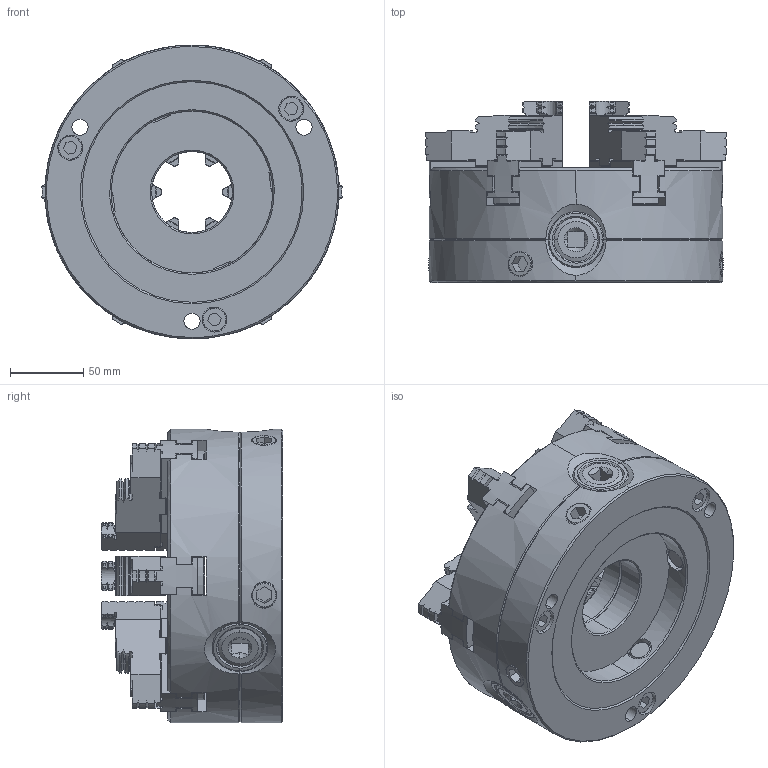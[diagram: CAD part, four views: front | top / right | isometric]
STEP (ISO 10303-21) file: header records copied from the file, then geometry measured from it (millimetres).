
FILE_DESCRIPTION (( 'STEP AP203' ), '1' );
FILE_NAME ('1-103-0800.STEP', '2024-01-10T01:48:52', ( '' ), ( '' ), 'SwSTEP 2.0', 'SolidWorks 2021', '' );
FILE_SCHEMA (( 'CONFIG_CONTROL_DESIGN' ));
Length unit declared in the file: millimetre
Products named in the file (7): A Jaw-6; part2.IGS; 1-103-0800; A-jaw; part2; tiaojeilouding1.IGS; part.IGS
Assembly tree (13 placements, depth 4):
  1-103-0800
    part2
      part2.IGS
        part.IGS
        tiaojeilouding1.IGS  x4
    A-jaw  x5
    A Jaw-6
Bounding box: 204.3 x 123.3 x 200 mm (x, y, z)
Volume: 1915262.7 mm3; surface area: 322953.7 mm2
Topology: 9 solids, 29 shells, 2047 faces, 5934 edges, 3931 vertices
Faces by surface type: plane 971, cone 550, cylinder 309, bspline 213, torus 4
Entity records: 35866 total; most frequent: CARTESIAN_POINT 14090, ORIENTED_EDGE 4998, DIRECTION 3447, EDGE_CURVE 2552, VERTEX_POINT 1667, AXIS2_PLACEMENT_3D 1257, EDGE_LOOP 977, B_SPLINE_CURVE_WITH_KNOTS 942
